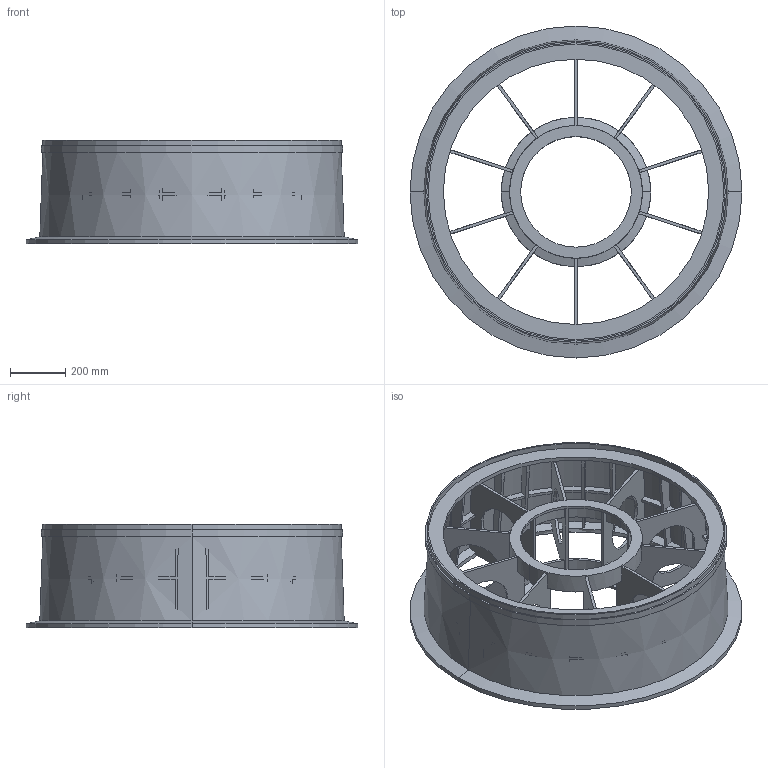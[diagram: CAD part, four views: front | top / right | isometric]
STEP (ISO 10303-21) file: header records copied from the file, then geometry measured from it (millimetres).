
FILE_DESCRIPTION(('produced by SPATIAL CORP'),'2;1');
FILE_NAME('unterlaf.hh.sat.stp', '2002-04-22T18:04:49+00:00',('SPATIAL CORP'),('SPATIAL CORP'), 'ACIS STEP Husk','http://www.spatial.com','SPATIAL CORP');
FILE_SCHEMA(('CONFIG_CONTROL_DESIGN'));
Length unit declared in the file: millimetre
Products named in the file (1): PRODUCT_ID_1
Bounding box: 1200 x 1200 x 375 mm (x, y, z)
Volume: 35650362 mm3; surface area: 6180737.5 mm2
Topology: 1 solids, 1 shells, 433 faces, 1394 edges, 928 vertices
Faces by surface type: plane 227, cylinder 108, cone 98
Entity records: 12378 total; most frequent: CARTESIAN_POINT 2962, ORIENTED_EDGE 2788, EDGE_CURVE 1394, DIRECTION 1132, VERTEX_POINT 928, VECTOR 596, LINE 596, EDGE_LOOP 460
